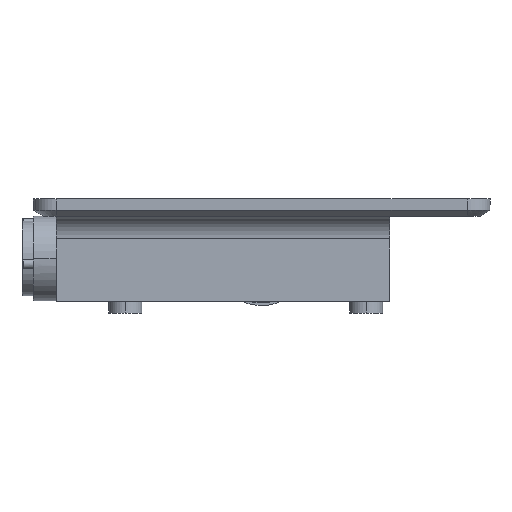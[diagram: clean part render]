
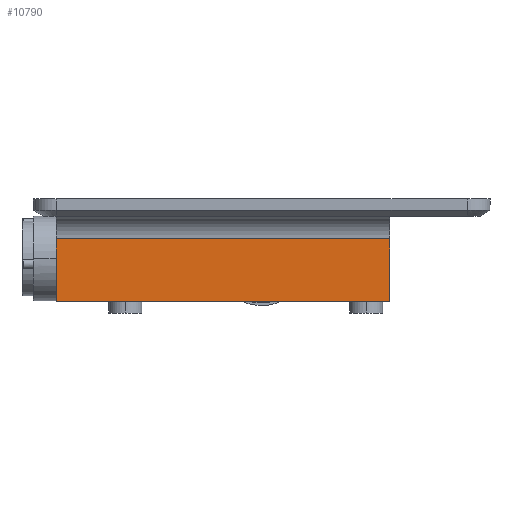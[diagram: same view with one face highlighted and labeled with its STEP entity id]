
A CAD part, front view. The second image highlights one B-rep face of the part: STEP entity #10790.
In plain terms, the highlighted planar face has unit normal (0, -1, 0).
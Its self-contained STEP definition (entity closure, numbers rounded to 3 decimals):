
#970 = LINE ( 'NONE', #5464, #20382 ) ;
#1466 = CARTESIAN_POINT ( 'NONE',  ( -85.18, -6.075, -35. ) ) ;
#2312 = VECTOR ( 'NONE', #7738, 1000. ) ;
#2451 = ORIENTED_EDGE ( 'NONE', *, *, #9218, .F. ) ;
#2652 = LINE ( 'NONE', #22291, #12078 ) ;
#3210 = ORIENTED_EDGE ( 'NONE', *, *, #20086, .T. ) ;
#4069 = CARTESIAN_POINT ( 'NONE',  ( 206.82, -6.075, -90. ) ) ;
#4314 = ORIENTED_EDGE ( 'NONE', *, *, #13941, .T. ) ;
#4846 = VERTEX_POINT ( 'NONE', #16017 ) ;
#5464 = CARTESIAN_POINT ( 'NONE',  ( -85.18, -6.075, -90. ) ) ;
#5522 = DIRECTION ( 'NONE',  ( -1., 0., 0. ) ) ;
#5940 = DIRECTION ( 'NONE',  ( 1., 0., 0. ) ) ;
#6198 = AXIS2_PLACEMENT_3D ( 'NONE', #4069, #17181, #5940 ) ;
#6718 = VERTEX_POINT ( 'NONE', #17699 ) ;
#7292 = LINE ( 'NONE', #18658, #11648 ) ;
#7367 = LINE ( 'NONE', #13306, #2312 ) ;
#7738 = DIRECTION ( 'NONE',  ( 0., 0., 1. ) ) ;
#9218 = EDGE_CURVE ( 'NONE', #9519, #4846, #7292, .T. ) ;
#9519 = VERTEX_POINT ( 'NONE', #10650 ) ;
#10560 = EDGE_CURVE ( 'NONE', #4846, #19930, #970, .T. ) ;
#10650 = CARTESIAN_POINT ( 'NONE',  ( 206.82, -6.075, -90. ) ) ;
#10790 = ADVANCED_FACE ( 'NONE', ( #19475 ), #19004, .T. ) ;
#11648 = VECTOR ( 'NONE', #5522, 1000. ) ;
#12078 = VECTOR ( 'NONE', #22444, 1000. ) ;
#13306 = CARTESIAN_POINT ( 'NONE',  ( 206.82, -6.075, -90. ) ) ;
#13542 = EDGE_LOOP ( 'NONE', ( #4314, #3210, #18747, #2451 ) ) ;
#13941 = EDGE_CURVE ( 'NONE', #9519, #6718, #7367, .T. ) ;
#16017 = CARTESIAN_POINT ( 'NONE',  ( -85.18, -6.075, -90. ) ) ;
#16727 = DIRECTION ( 'NONE',  ( 0., 0., 1. ) ) ;
#17181 = DIRECTION ( 'NONE',  ( 0., -1., 0. ) ) ;
#17699 = CARTESIAN_POINT ( 'NONE',  ( 206.82, -6.075, -35. ) ) ;
#18658 = CARTESIAN_POINT ( 'NONE',  ( 206.82, -6.075, -90. ) ) ;
#18747 = ORIENTED_EDGE ( 'NONE', *, *, #10560, .F. ) ;
#19004 = PLANE ( 'NONE',  #6198 ) ;
#19475 = FACE_OUTER_BOUND ( 'NONE', #13542, .T. ) ;
#19930 = VERTEX_POINT ( 'NONE', #1466 ) ;
#20086 = EDGE_CURVE ( 'NONE', #6718, #19930, #2652, .T. ) ;
#20382 = VECTOR ( 'NONE', #16727, 1000. ) ;
#22291 = CARTESIAN_POINT ( 'NONE',  ( 206.82, -6.075, -35. ) ) ;
#22444 = DIRECTION ( 'NONE',  ( -1., 0., 0. ) ) ;
